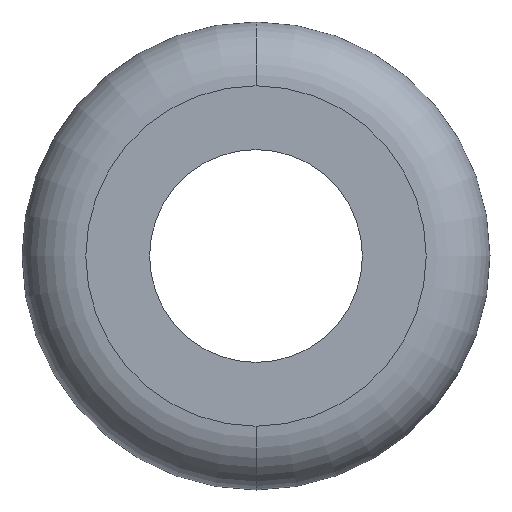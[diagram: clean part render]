
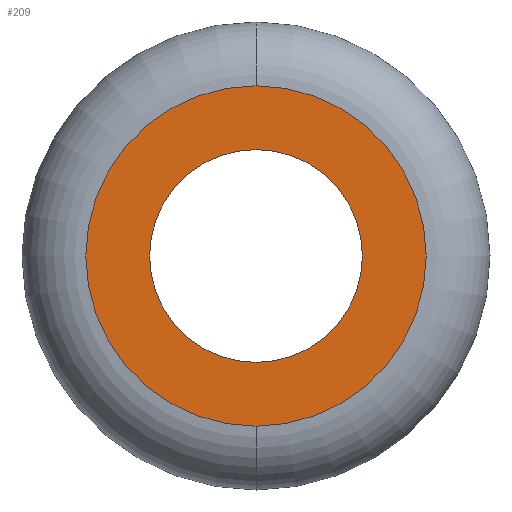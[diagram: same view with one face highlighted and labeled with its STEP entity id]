
A CAD part, front view. The second image highlights one B-rep face of the part: STEP entity #209.
In plain terms, the highlighted planar face has unit normal (0, -1, 0).
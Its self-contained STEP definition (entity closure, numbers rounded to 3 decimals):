
#13 = VERTEX_POINT ( 'NONE', #191 ) ;
#17 = VERTEX_POINT ( 'NONE', #180 ) ;
#19 = EDGE_CURVE ( 'NONE', #20, #13, #87, .T. ) ;
#20 = VERTEX_POINT ( 'NONE', #82 ) ;
#54 = EDGE_CURVE ( 'NONE', #17, #55, #156, .T. ) ;
#55 = VERTEX_POINT ( 'NONE', #151 ) ;
#82 = CARTESIAN_POINT ( 'NONE',  ( 0., -4., -5. ) ) ;
#83 = DIRECTION ( 'NONE',  ( 0., 0., 1. ) ) ;
#84 = DIRECTION ( 'NONE',  ( 0., 1., 0. ) ) ;
#85 = CARTESIAN_POINT ( 'NONE',  ( 0., -4., 0. ) ) ;
#86 = AXIS2_PLACEMENT_3D ( 'NONE', #85, #84, #83 ) ;
#87 = CIRCLE ( 'NONE', #86, 5. ) ;
#151 = CARTESIAN_POINT ( 'NONE',  ( 0., -4., -8. ) ) ;
#152 = DIRECTION ( 'NONE',  ( 0., 0., 1. ) ) ;
#153 = DIRECTION ( 'NONE',  ( 0., 1., 0. ) ) ;
#154 = CARTESIAN_POINT ( 'NONE',  ( 0., -4., 0. ) ) ;
#155 = AXIS2_PLACEMENT_3D ( 'NONE', #154, #153, #152 ) ;
#156 = CIRCLE ( 'NONE', #155, 8. ) ;
#180 = CARTESIAN_POINT ( 'NONE',  ( 0., -4., 8. ) ) ;
#191 = CARTESIAN_POINT ( 'NONE',  ( 0., -4., 5. ) ) ;
#206 = EDGE_CURVE ( 'NONE', #55, #17, #411, .T. ) ;
#209 = ADVANCED_FACE ( 'NONE', ( #406, #405 ), #404, .T. ) ;
#215 = ORIENTED_EDGE ( 'NONE', *, *, #206, .F. ) ;
#221 = EDGE_LOOP ( 'NONE', ( #222, #224 ) ) ;
#222 = ORIENTED_EDGE ( 'NONE', *, *, #223, .T. ) ;
#223 = EDGE_CURVE ( 'NONE', #13, #20, #298, .T. ) ;
#224 = ORIENTED_EDGE ( 'NONE', *, *, #19, .T. ) ;
#225 = EDGE_LOOP ( 'NONE', ( #226, #215 ) ) ;
#226 = ORIENTED_EDGE ( 'NONE', *, *, #54, .F. ) ;
#295 = DIRECTION ( 'NONE',  ( 0., 0., 1. ) ) ;
#296 = DIRECTION ( 'NONE',  ( 0., 1., 0. ) ) ;
#297 = AXIS2_PLACEMENT_3D ( 'NONE', #390, #296, #295 ) ;
#298 = CIRCLE ( 'NONE', #297, 5. ) ;
#390 = CARTESIAN_POINT ( 'NONE',  ( 0., -4., 0. ) ) ;
#400 = DIRECTION ( 'NONE',  ( 0., 0., -1. ) ) ;
#401 = DIRECTION ( 'NONE',  ( 0., -1., 0. ) ) ;
#402 = CARTESIAN_POINT ( 'NONE',  ( -5., -4., 0. ) ) ;
#403 = AXIS2_PLACEMENT_3D ( 'NONE', #402, #401, #400 ) ;
#404 = PLANE ( 'NONE',  #403 ) ;
#405 = FACE_OUTER_BOUND ( 'NONE', #225, .T. ) ;
#406 = FACE_BOUND ( 'NONE', #221, .T. ) ;
#407 = DIRECTION ( 'NONE',  ( 0., 0., 1. ) ) ;
#408 = DIRECTION ( 'NONE',  ( 0., 1., 0. ) ) ;
#409 = CARTESIAN_POINT ( 'NONE',  ( 0., -4., 0. ) ) ;
#410 = AXIS2_PLACEMENT_3D ( 'NONE', #409, #408, #407 ) ;
#411 = CIRCLE ( 'NONE', #410, 8. ) ;
